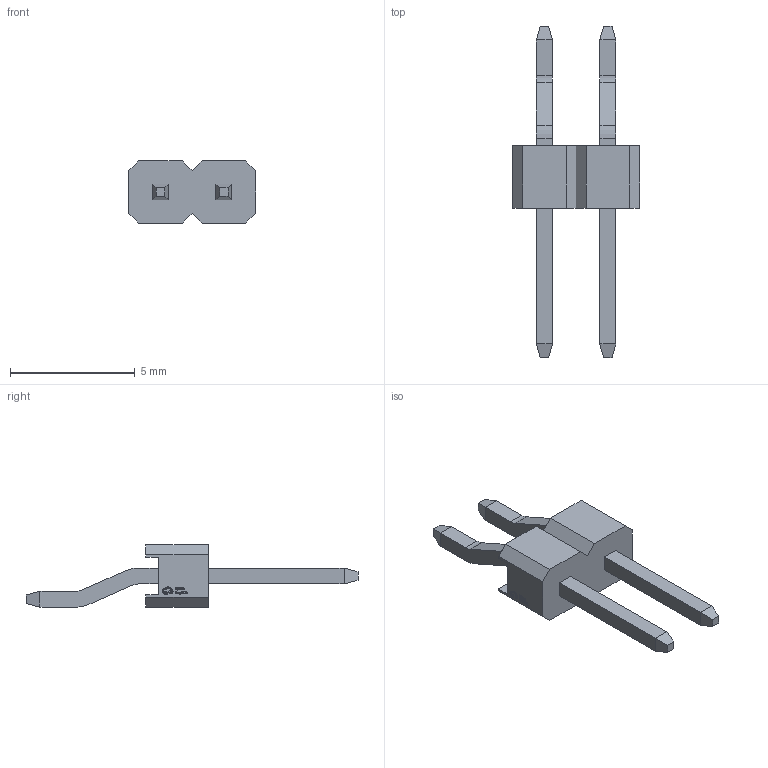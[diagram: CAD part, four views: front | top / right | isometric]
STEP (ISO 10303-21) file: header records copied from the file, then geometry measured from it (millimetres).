
FILE_DESCRIPTION (( 'STEP AP214' ), '1' );
FILE_NAME ('HDR-SMD_2P-P2.54-H-M-W13.3-N.STEP', '2023-05-13T05:41:49', ( '' ), ( '' ), 'SwSTEP 2.0', 'SolidWorks 2020', '' );
FILE_SCHEMA (( 'AUTOMOTIVE_DESIGN' ));
Length unit declared in the file: millimetre
Products named in the file (1): HDR-SMD_2P-P2.54-H-M-W13.3-N
Bounding box: 5.09 x 13.3 x 2.5 mm (x, y, z)
Volume: 35.4 mm3; surface area: 121.4 mm2
Topology: 1 solids, 1 shells, 296 faces, 797 edges, 526 vertices
Faces by surface type: plane 190, bspline 98, cylinder 8
Entity records: 10577 total; most frequent: CARTESIAN_POINT 2930, ORIENTED_EDGE 1594, DIRECTION 1011, EDGE_CURVE 797, LINE 581, VECTOR 581, VERTEX_POINT 526, EDGE_LOOP 319
